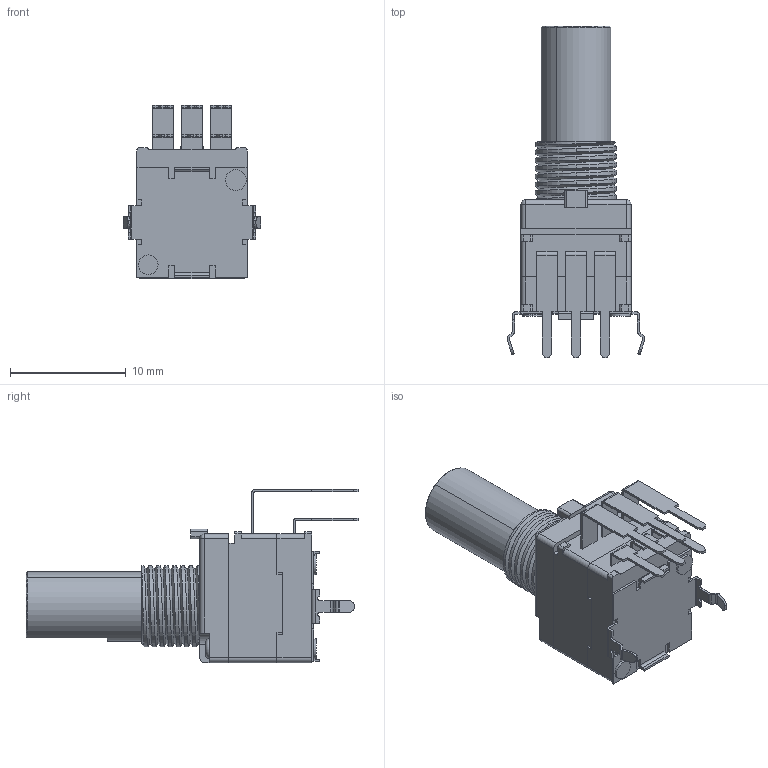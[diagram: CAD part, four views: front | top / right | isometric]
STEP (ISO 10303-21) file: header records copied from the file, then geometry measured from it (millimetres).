
FILE_DESCRIPTION (( 'STEP AP214' ), '1' );
FILE_NAME ('P09N.STEP', '2018-11-26T09:51:47', ( '' ), ( '' ), 'SwSTEP 2.0', 'SolidWorks 2018', '' );
FILE_SCHEMA (( 'AUTOMOTIVE_DESIGN' ));
Length unit declared in the file: millimetre
Products named in the file (1): P09N
Bounding box: 11.91 x 28.65 x 14.95 mm (x, y, z)
Volume: 1463.4 mm3; surface area: 2087.5 mm2
Topology: 9 solids, 9 shells, 351 faces, 959 edges, 632 vertices
Faces by surface type: plane 237, cylinder 101, torus 4, cone 3, sphere 3, bspline 3
Entity records: 15822 total; most frequent: CARTESIAN_POINT 2959, ORIENTED_EDGE 1912, DIRECTION 1778, EDGE_CURVE 956, LINE 724, VECTOR 724, VERTEX_POINT 632, AXIS2_PLACEMENT_3D 527
